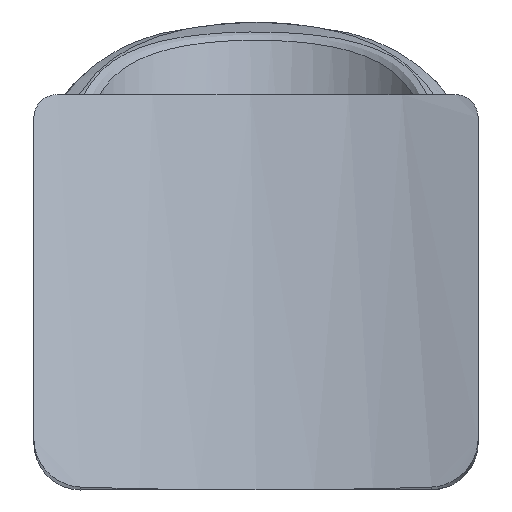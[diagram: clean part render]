
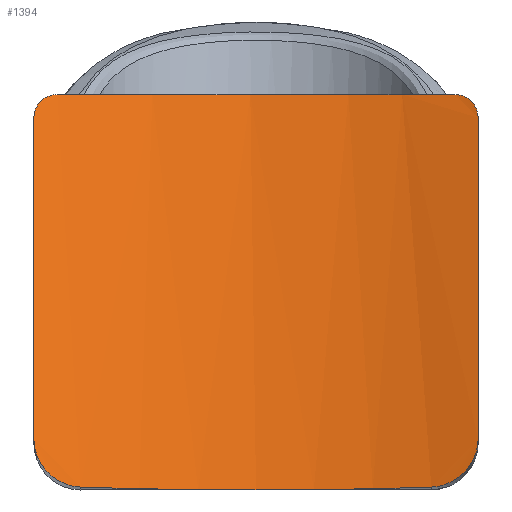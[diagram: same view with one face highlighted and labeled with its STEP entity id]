
A CAD part, left-side view. The second image highlights one B-rep face of the part: STEP entity #1394.
In plain terms, the highlighted cylindrical face has radius 25.4 mm (diameter 50.8 mm), a partial arc.
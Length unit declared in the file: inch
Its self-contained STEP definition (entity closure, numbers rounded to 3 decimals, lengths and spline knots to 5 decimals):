
#179=FACE_OUTER_BOUND('',#275,.T.);
#275=EDGE_LOOP('',(#918,#919,#920,#921,#922,#923,#924,#925,#926));
#373=ELLIPSE('',#1507,1.03446,1.);
#394=LINE('',#2132,#460);
#395=LINE('',#2174,#461);
#460=VECTOR('',#1693,0.3937);
#461=VECTOR('',#1694,0.3937);
#526=B_SPLINE_CURVE_WITH_KNOTS('',3,(#2121,#2122,#2123,#2124,#2125,#2126,
#2127,#2128,#2129,#2130),.UNSPECIFIED.,.F.,.F.,(4,2,2,2,4),(0.31557,
0.35568,0.39579,0.43726,0.47872),
 .UNSPECIFIED.);
#527=B_SPLINE_CURVE_WITH_KNOTS('',3,(#2134,#2135,#2136,#2137,#2138,#2139,
#2140,#2141,#2142,#2143,#2144,#2145),.UNSPECIFIED.,.F.,.F.,(4,2,2,2,2,4),
(-0.43752,-0.36951,-0.30007,-0.22672,
-0.15443,-0.11554),.UNSPECIFIED.);
#528=B_SPLINE_CURVE_WITH_KNOTS('',3,(#2147,#2148,#2149,#2150,#2151,#2152),
 .UNSPECIFIED.,.F.,.F.,(4,2,4),(3.53313,3.95072,4.26335),
 .UNSPECIFIED.);
#529=B_SPLINE_CURVE_WITH_KNOTS('',3,(#2154,#2155,#2156,#2157,#2158,#2159),
 .UNSPECIFIED.,.F.,.F.,(4,2,4),(2.80291,3.11555,3.53313),
 .UNSPECIFIED.);
#530=B_SPLINE_CURVE_WITH_KNOTS('',3,(#2161,#2162,#2163,#2164,#2165,#2166,
#2167,#2168,#2169,#2170,#2171,#2172),.UNSPECIFIED.,.F.,.F.,(4,2,2,2,2,4),
(-0.32224,-0.31686,-0.24302,-0.1665,
-0.08516,-0.00001),.UNSPECIFIED.);
#531=B_SPLINE_CURVE_WITH_KNOTS('',3,(#2176,#2177,#2178,#2179,#2180,#2181,
#2182,#2183,#2184,#2185),.UNSPECIFIED.,.F.,.F.,(4,2,2,2,4),(0.15395,
0.19507,0.23619,0.27664,0.31709),
 .UNSPECIFIED.);
#568=VERTEX_POINT('',#2119);
#569=VERTEX_POINT('',#2120);
#570=VERTEX_POINT('',#2131);
#571=VERTEX_POINT('',#2133);
#572=VERTEX_POINT('',#2146);
#573=VERTEX_POINT('',#2153);
#574=VERTEX_POINT('',#2160);
#575=VERTEX_POINT('',#2173);
#576=VERTEX_POINT('',#2175);
#697=EDGE_CURVE('',#568,#569,#526,.T.);
#698=EDGE_CURVE('',#570,#568,#394,.T.);
#699=EDGE_CURVE('',#571,#570,#527,.T.);
#700=EDGE_CURVE('',#572,#571,#528,.T.);
#701=EDGE_CURVE('',#573,#572,#529,.T.);
#702=EDGE_CURVE('',#574,#573,#530,.T.);
#703=EDGE_CURVE('',#575,#574,#395,.T.);
#704=EDGE_CURVE('',#576,#575,#531,.T.);
#705=EDGE_CURVE('',#569,#576,#373,.T.);
#918=ORIENTED_EDGE('',*,*,#697,.F.);
#919=ORIENTED_EDGE('',*,*,#698,.F.);
#920=ORIENTED_EDGE('',*,*,#699,.F.);
#921=ORIENTED_EDGE('',*,*,#700,.F.);
#922=ORIENTED_EDGE('',*,*,#701,.F.);
#923=ORIENTED_EDGE('',*,*,#702,.F.);
#924=ORIENTED_EDGE('',*,*,#703,.F.);
#925=ORIENTED_EDGE('',*,*,#704,.F.);
#926=ORIENTED_EDGE('',*,*,#705,.F.);
#1360=CYLINDRICAL_SURFACE('',#1506,1.);
#1394=ADVANCED_FACE('',(#179),#1360,.F.);
#1506=AXIS2_PLACEMENT_3D('',#2118,#1691,#1692);
#1507=AXIS2_PLACEMENT_3D('',#2186,#1695,#1696);
#1691=DIRECTION('center_axis',(1.,0.,0.));
#1692=DIRECTION('ref_axis',(0.,0.,
-1.));
#1693=DIRECTION('',(-1.,0.,0.));
#1694=DIRECTION('',(1.,0.,0.));
#1695=DIRECTION('center_axis',(0.967,0.256,0.));
#1696=DIRECTION('ref_axis',(-0.256,0.967,0.));
#2118=CARTESIAN_POINT('Origin',(-1.63386,-0.25,0.));
#2119=CARTESIAN_POINT('',(-0.91673,0.67742,-0.37402));
#2120=CARTESIAN_POINT('',(-0.96141,0.69234,-0.33465));
#2121=CARTESIAN_POINT('Ctrl Pts',(-0.91673,0.67742,
-0.37402));
#2122=CARTESIAN_POINT('Ctrl Pts',(-0.922,0.67742,
-0.37402));
#2123=CARTESIAN_POINT('Ctrl Pts',(-0.92758,0.67784,
-0.37298));
#2124=CARTESIAN_POINT('Ctrl Pts',(-0.93793,0.67944,-0.36897));
#2125=CARTESIAN_POINT('Ctrl Pts',(-0.94269,0.68062,
-0.366));
#2126=CARTESIAN_POINT('Ctrl Pts',(-0.95052,0.68327,
-0.3592));
#2127=CARTESIAN_POINT('Ctrl Pts',(-0.95413,0.68495,
-0.35481));
#2128=CARTESIAN_POINT('Ctrl Pts',(-0.95933,0.68858,
-0.34509));
#2129=CARTESIAN_POINT('Ctrl Pts',(-0.96093,0.69053,
-0.33975));
#2130=CARTESIAN_POINT('Ctrl Pts',(-0.96141,0.69234,
-0.33465));
#2131=CARTESIAN_POINT('',(-0.35654,0.67742,-0.37402));
#2132=CARTESIAN_POINT('',(-1.63386,0.67742,-0.37402));
#2133=CARTESIAN_POINT('',(-0.28044,0.70541,-0.29528));
#2134=CARTESIAN_POINT('Ctrl Pts',(-0.28044,0.70541,
-0.29528));
#2135=CARTESIAN_POINT('Ctrl Pts',(-0.2801,0.70278,
-0.3038));
#2136=CARTESIAN_POINT('Ctrl Pts',(-0.28115,0.70003,
-0.31229));
#2137=CARTESIAN_POINT('Ctrl Pts',(-0.28608,0.69447,-0.32872));
#2138=CARTESIAN_POINT('Ctrl Pts',(-0.28999,0.6917,-0.33655));
#2139=CARTESIAN_POINT('Ctrl Pts',(-0.3007,0.68642,
-0.35097));
#2140=CARTESIAN_POINT('Ctrl Pts',(-0.30757,0.68398,
-0.35735));
#2141=CARTESIAN_POINT('Ctrl Pts',(-0.32341,0.68013,
-0.36727));
#2142=CARTESIAN_POINT('Ctrl Pts',(-0.33217,0.67874,
-0.37074));
#2143=CARTESIAN_POINT('Ctrl Pts',(-0.34643,0.67762,
-0.37353));
#2144=CARTESIAN_POINT('Ctrl Pts',(-0.35148,0.67742,
-0.37402));
#2145=CARTESIAN_POINT('Ctrl Pts',(-0.35654,0.67742,
-0.37402));
#2146=CARTESIAN_POINT('',(-0.28793,0.75,0.));
#2147=CARTESIAN_POINT('Ctrl Pts',(-0.28793,0.75,
0.));
#2148=CARTESIAN_POINT('Ctrl Pts',(-0.28793,0.75,
-0.0548));
#2149=CARTESIAN_POINT('Ctrl Pts',(-0.28691,0.74542,
-0.11161));
#2150=CARTESIAN_POINT('Ctrl Pts',(-0.28382,0.72845,
-0.21096));
#2151=CARTESIAN_POINT('Ctrl Pts',(-0.2821,0.71832,
-0.25351));
#2152=CARTESIAN_POINT('Ctrl Pts',(-0.28044,0.70541,
-0.29528));
#2153=CARTESIAN_POINT('',(-0.28044,0.70541,0.29528));
#2154=CARTESIAN_POINT('Ctrl Pts',(-0.28044,0.70541,0.29528));
#2155=CARTESIAN_POINT('Ctrl Pts',(-0.2821,0.71832,
0.25351));
#2156=CARTESIAN_POINT('Ctrl Pts',(-0.28382,0.72845,
0.21096));
#2157=CARTESIAN_POINT('Ctrl Pts',(-0.28691,0.74542,
0.11161));
#2158=CARTESIAN_POINT('Ctrl Pts',(-0.28793,0.75,
0.0548));
#2159=CARTESIAN_POINT('Ctrl Pts',(-0.28793,0.75,
0.));
#2160=CARTESIAN_POINT('',(-0.35654,0.67742,0.37402));
#2161=CARTESIAN_POINT('Ctrl Pts',(-0.35654,0.67742,
0.37402));
#2162=CARTESIAN_POINT('Ctrl Pts',(-0.35584,0.67742,
0.37402));
#2163=CARTESIAN_POINT('Ctrl Pts',(-0.35513,0.67743,
0.37401));
#2164=CARTESIAN_POINT('Ctrl Pts',(-0.34476,0.67754,
0.37373));
#2165=CARTESIAN_POINT('Ctrl Pts',(-0.33529,0.67836,
0.37171));
#2166=CARTESIAN_POINT('Ctrl Pts',(-0.31734,0.68134,
0.36418));
#2167=CARTESIAN_POINT('Ctrl Pts',(-0.30916,0.6835,
0.35866));
#2168=CARTESIAN_POINT('Ctrl Pts',(-0.29503,0.68881,
0.34453));
#2169=CARTESIAN_POINT('Ctrl Pts',(-0.28941,0.69196,
0.33588));
#2170=CARTESIAN_POINT('Ctrl Pts',(-0.28178,0.69863,
0.31655));
#2171=CARTESIAN_POINT('Ctrl Pts',(-0.28001,0.70211,
0.30595));
#2172=CARTESIAN_POINT('Ctrl Pts',(-0.28044,0.70541,0.29528));
#2173=CARTESIAN_POINT('',(-0.91673,0.67742,0.37402));
#2174=CARTESIAN_POINT('',(-1.63386,0.67742,0.37402));
#2175=CARTESIAN_POINT('',(-0.96141,0.69234,0.33465));
#2176=CARTESIAN_POINT('Ctrl Pts',(-0.96141,0.69234,
0.33465));
#2177=CARTESIAN_POINT('Ctrl Pts',(-0.96093,0.69055,
0.33971));
#2178=CARTESIAN_POINT('Ctrl Pts',(-0.95936,0.68861,0.34501));
#2179=CARTESIAN_POINT('Ctrl Pts',(-0.95422,0.68501,
0.35467));
#2180=CARTESIAN_POINT('Ctrl Pts',(-0.95066,0.68333,
0.35903));
#2181=CARTESIAN_POINT('Ctrl Pts',(-0.94288,0.68067,
0.36588));
#2182=CARTESIAN_POINT('Ctrl Pts',(-0.93809,0.67948,
0.36889));
#2183=CARTESIAN_POINT('Ctrl Pts',(-0.92767,0.67785,
0.37296));
#2184=CARTESIAN_POINT('Ctrl Pts',(-0.92204,0.67742,
0.37402));
#2185=CARTESIAN_POINT('Ctrl Pts',(-0.91673,0.67742,
0.37402));
#2186=CARTESIAN_POINT('Origin',(-0.71191,-0.25,0.));
